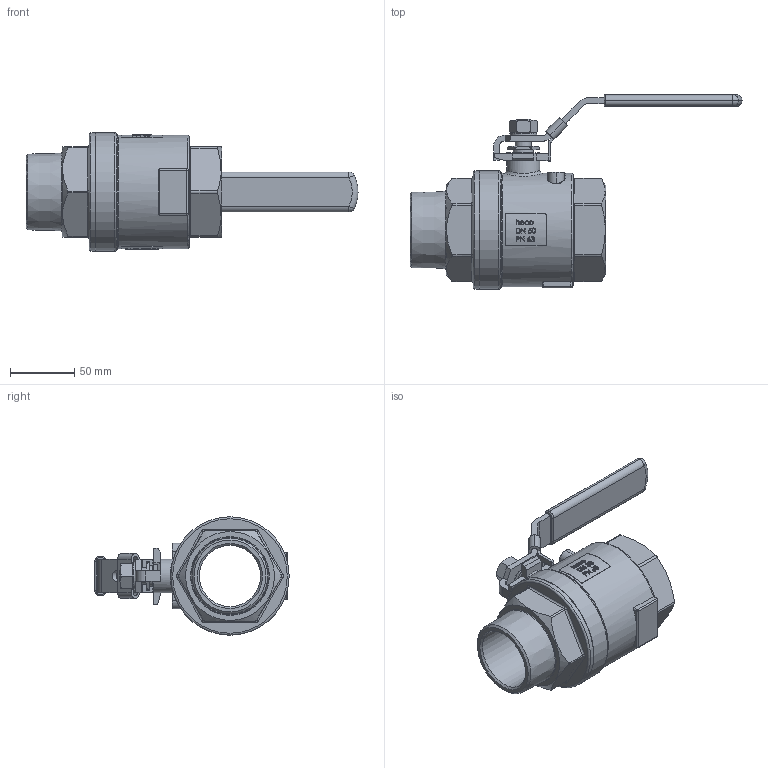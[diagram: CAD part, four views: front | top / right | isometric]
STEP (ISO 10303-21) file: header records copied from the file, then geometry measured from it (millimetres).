
FILE_DESCRIPTION (( 'STEP AP214' ), '1' );
FILE_NAME ('K2-200-0IA-4 Kugelhahn heco step214.STEP', '2012-11-23T09:11:12', ( 'test' ), ( '' ), 'SwSTEP 2.0', 'SolidWorks 2011', '' );
FILE_SCHEMA (( 'AUTOMOTIVE_DESIGN' ));
Length unit declared in the file: millimetre
Products named in the file (1): K2-200-0IA-4 Kugelhahn heco step214
Bounding box: 258 x 151 x 92 mm (x, y, z)
Volume: 538503.6 mm3; surface area: 89377.5 mm2
Topology: 1 solids, 1 shells, 676 faces, 1737 edges, 1113 vertices
Faces by surface type: plane 270, bspline 202, cylinder 135, torus 31, cone 30, sphere 8
Full cylindrical faces by diameter (mm): 8 x1, 12.5 x1, 15.88 x1, 21 x1, 26 x1, 47.5 x1, 53.696 x1, 88 x1, 92 x2
Entity records: 38583 total; most frequent: CARTESIAN_POINT 16415, ORIENTED_EDGE 3374, DIRECTION 2413, EDGE_CURVE 1687, VERTEX_POINT 1100, AXIS2_PLACEMENT_3D 809, LINE 795, VECTOR 795
